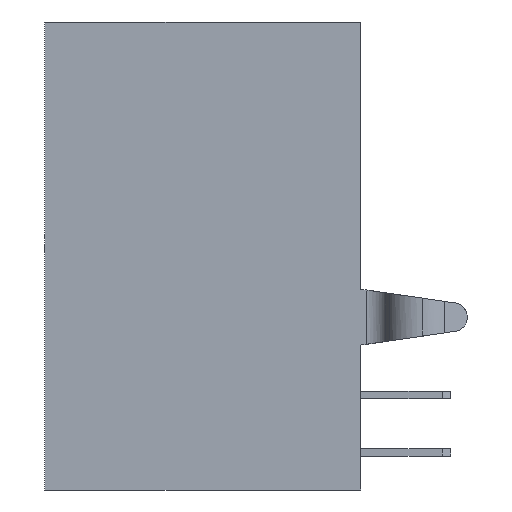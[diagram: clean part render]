
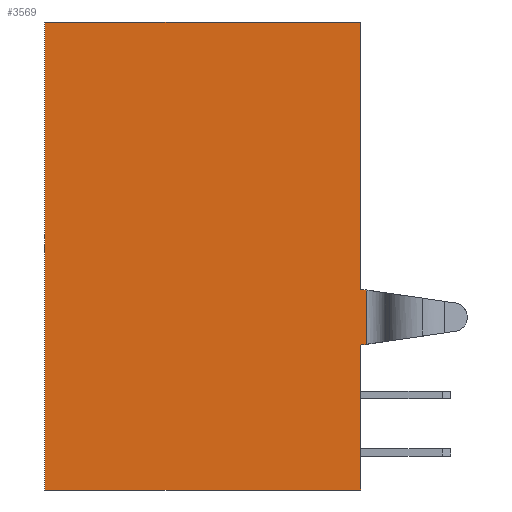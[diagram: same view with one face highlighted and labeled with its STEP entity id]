
A CAD part, left-side view. The second image highlights one B-rep face of the part: STEP entity #3569.
In plain terms, the highlighted planar face has unit normal (-1, 0, 0).
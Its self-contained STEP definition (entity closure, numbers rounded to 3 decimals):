
#6 = VECTOR ( 'NONE', #4891, 1000. ) ;
#17 = EDGE_LOOP ( 'NONE', ( #3778, #2041, #3744, #2770, #5402, #4890, #207, #1195 ) ) ;
#61 = VECTOR ( 'NONE', #4801, 1000. ) ;
#126 = CARTESIAN_POINT ( 'NONE',  ( -6., 3.663, -4.442 ) ) ;
#180 = CARTESIAN_POINT ( 'NONE',  ( -6., 6.6, 0.61 ) ) ;
#207 = ORIENTED_EDGE ( 'NONE', *, *, #3591, .T. ) ;
#346 = CARTESIAN_POINT ( 'NONE',  ( -6., 5.5, -8.15 ) ) ;
#375 = EDGE_CURVE ( 'NONE', #508, #3679, #4351, .T. ) ;
#392 = LINE ( 'NONE', #126, #844 ) ;
#508 = VERTEX_POINT ( 'NONE', #1107 ) ;
#542 = DIRECTION ( 'NONE',  ( 0., -0.99, 0.144 ) ) ;
#829 = CARTESIAN_POINT ( 'NONE',  ( -6., -5.7, -1.155 ) ) ;
#844 = VECTOR ( 'NONE', #542, 1000. ) ;
#868 = EDGE_CURVE ( 'NONE', #2857, #2126, #392, .T. ) ;
#1004 = CARTESIAN_POINT ( 'NONE',  ( -6., -5.7, -3.076 ) ) ;
#1043 = CARTESIAN_POINT ( 'NONE',  ( -6., -5.5, 8.15 ) ) ;
#1107 = CARTESIAN_POINT ( 'NONE',  ( -6., -5.7, -1.184 ) ) ;
#1120 = VERTEX_POINT ( 'NONE', #2356 ) ;
#1195 = ORIENTED_EDGE ( 'NONE', *, *, #3477, .T. ) ;
#1208 = DIRECTION ( 'NONE',  ( 0., 0., -1. ) ) ;
#1289 = LINE ( 'NONE', #829, #4300 ) ;
#1429 = EDGE_CURVE ( 'NONE', #2138, #3679, #1501, .T. ) ;
#1501 = LINE ( 'NONE', #1043, #61 ) ;
#1656 = VECTOR ( 'NONE', #1778, 1000. ) ;
#1778 = DIRECTION ( 'NONE',  ( 0., -1., 0. ) ) ;
#1856 = DIRECTION ( 'NONE',  ( 0., 1., 0. ) ) ;
#2041 = ORIENTED_EDGE ( 'NONE', *, *, #868, .T. ) ;
#2126 = VERTEX_POINT ( 'NONE', #1004 ) ;
#2137 = VECTOR ( 'NONE', #2656, 1000. ) ;
#2138 = VERTEX_POINT ( 'NONE', #4714 ) ;
#2191 = FACE_OUTER_BOUND ( 'NONE', #17, .T. ) ;
#2230 = VERTEX_POINT ( 'NONE', #346 ) ;
#2350 = VECTOR ( 'NONE', #5126, 1000. ) ;
#2356 = CARTESIAN_POINT ( 'NONE',  ( -6., -5.5, -8.15 ) ) ;
#2460 = VECTOR ( 'NONE', #4641, 1000. ) ;
#2491 = CARTESIAN_POINT ( 'NONE',  ( -6., -5.5, 8.15 ) ) ;
#2656 = DIRECTION ( 'NONE',  ( 0., 0.99, 0.144 ) ) ;
#2770 = ORIENTED_EDGE ( 'NONE', *, *, #375, .T. ) ;
#2857 = VERTEX_POINT ( 'NONE', #4582 ) ;
#3033 = LINE ( 'NONE', #4343, #1656 ) ;
#3157 = VERTEX_POINT ( 'NONE', #4298 ) ;
#3221 = LINE ( 'NONE', #4419, #6 ) ;
#3440 = AXIS2_PLACEMENT_3D ( 'NONE', #3512, #4775, #1856 ) ;
#3462 = CARTESIAN_POINT ( 'NONE',  ( -6., 5.5, 8.15 ) ) ;
#3476 = LINE ( 'NONE', #2491, #2460 ) ;
#3477 = EDGE_CURVE ( 'NONE', #2230, #1120, #3033, .T. ) ;
#3512 = CARTESIAN_POINT ( 'NONE',  ( -6., 5.5, 8.15 ) ) ;
#3538 = PLANE ( 'NONE',  #3440 ) ;
#3569 = ADVANCED_FACE ( 'NONE', ( #2191 ), #3538, .F. ) ;
#3591 = EDGE_CURVE ( 'NONE', #3157, #2230, #3221, .T. ) ;
#3679 = VERTEX_POINT ( 'NONE', #3752 ) ;
#3744 = ORIENTED_EDGE ( 'NONE', *, *, #4595, .F. ) ;
#3752 = CARTESIAN_POINT ( 'NONE',  ( -6., -5.5, -1.155 ) ) ;
#3778 = ORIENTED_EDGE ( 'NONE', *, *, #5039, .F. ) ;
#4298 = CARTESIAN_POINT ( 'NONE',  ( -6., 5.5, 8.15 ) ) ;
#4300 = VECTOR ( 'NONE', #1208, 1000. ) ;
#4343 = CARTESIAN_POINT ( 'NONE',  ( -6., 5.5, -8.15 ) ) ;
#4351 = LINE ( 'NONE', #180, #2137 ) ;
#4365 = EDGE_CURVE ( 'NONE', #3157, #2138, #5179, .T. ) ;
#4419 = CARTESIAN_POINT ( 'NONE',  ( -6., 5.5, 8.15 ) ) ;
#4582 = CARTESIAN_POINT ( 'NONE',  ( -6., -5.5, -3.105 ) ) ;
#4595 = EDGE_CURVE ( 'NONE', #508, #2126, #1289, .T. ) ;
#4641 = DIRECTION ( 'NONE',  ( 0., 0., -1. ) ) ;
#4714 = CARTESIAN_POINT ( 'NONE',  ( -6., -5.5, 8.15 ) ) ;
#4775 = DIRECTION ( 'NONE',  ( 1., 0., 0. ) ) ;
#4801 = DIRECTION ( 'NONE',  ( 0., 0., -1. ) ) ;
#4890 = ORIENTED_EDGE ( 'NONE', *, *, #4365, .F. ) ;
#4891 = DIRECTION ( 'NONE',  ( 0., 0., -1. ) ) ;
#5039 = EDGE_CURVE ( 'NONE', #2857, #1120, #3476, .T. ) ;
#5126 = DIRECTION ( 'NONE',  ( 0., -1., 0. ) ) ;
#5179 = LINE ( 'NONE', #3462, #2350 ) ;
#5402 = ORIENTED_EDGE ( 'NONE', *, *, #1429, .F. ) ;
